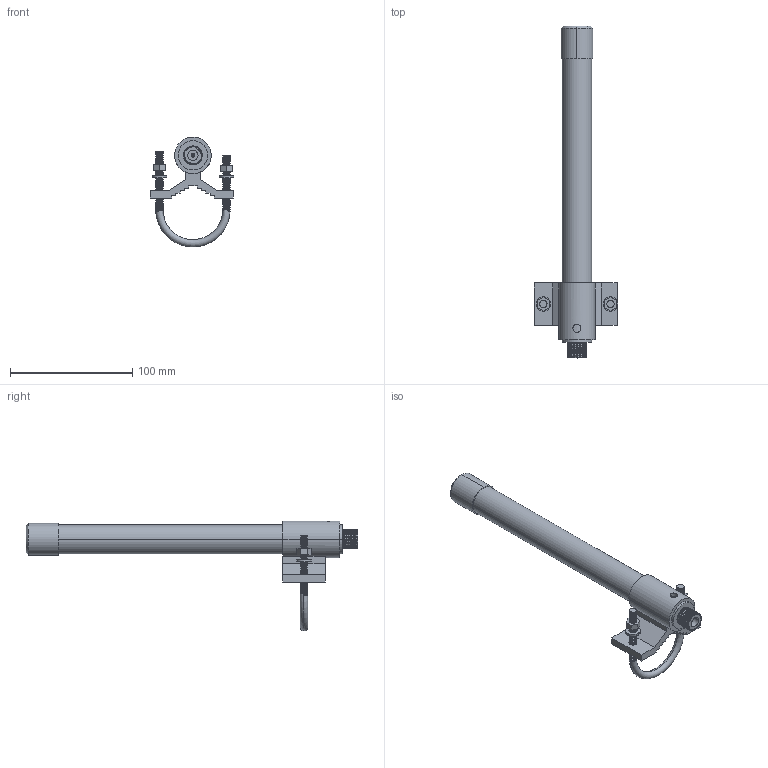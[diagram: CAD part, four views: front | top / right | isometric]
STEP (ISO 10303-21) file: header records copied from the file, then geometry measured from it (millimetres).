
FILE_DESCRIPTION (( 'STEP AP214' ), '1' );
FILE_NAME ('OMB.445.05F21.STEP', '2018-12-19T09:45:12', ( '' ), ( '' ), 'SwSTEP 2.0', 'SolidWorks 2017', '' );
FILE_SCHEMA (( 'AUTOMOTIVE_DESIGN' ));
Length unit declared in the file: millimetre
Products named in the file (7): OMB.445.05F21; Holder; OMB.242 Antenna; Cover; M6 U Type Screw; M6 Nut; M6 Washer
Assembly tree (8 placements, depth 2):
  OMB.445.05F21
    Cover
    Holder
    OMB.242 Antenna
    M6 Nut  x2
    M6 U Type Screw
    M6 Washer  x2
Bounding box: 68.5 x 272 x 90.11 mm (x, y, z)
Volume: 154551.3 mm3; surface area: 47231.4 mm2
Topology: 9 solids, 9 shells, 287 faces, 785 edges, 521 vertices
Faces by surface type: cylinder 203, plane 68, bspline 10, torus 4, cone 2
Entity records: 21488 total; most frequent: CARTESIAN_POINT 15228, ORIENTED_EDGE 1498, DIRECTION 1001, EDGE_CURVE 749, VERTEX_POINT 497, AXIS2_PLACEMENT_3D 346, VECTOR 309, LINE 309
